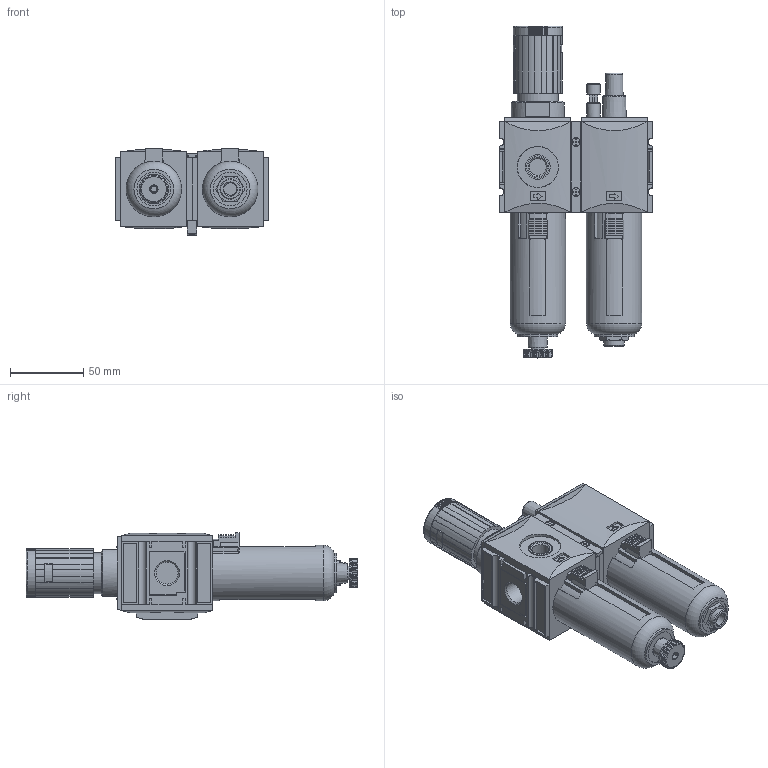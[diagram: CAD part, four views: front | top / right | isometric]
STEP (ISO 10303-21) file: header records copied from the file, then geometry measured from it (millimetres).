
FILE_DESCRIPTION( ( 'STEP AP214' ), ' ' );
FILE_NAME( '92801.DD30.stp', '2016-12-05T10:42:59', ( '' ), ( '' ), ' ', 'PARTsolutions', ' ' );
FILE_SCHEMA( ( 'AUTOMOTIVE_DESIGN { 1 0 10303 214 1 1 1 1 }' ) );
Length unit declared in the file: millimetre
Products named in the file (10): 92801.DD30; _FU 812G 3/8000-1; _FU 812-3; _FU 812_0; _FU 902G 3/8000-1; _FU 902_0; _KP 100-1; _KP 100-3; _KP 100-2; _KP 100-4
Assembly tree (10 placements, depth 2):
  92801.DD30
    _FU 812G 3/8000-1
    _FU 812-3
    _FU 812_0
    _FU 902G 3/8000-1
    _FU 902_0
    _KP 100-1
    _KP 100-3  x2
    _KP 100-2
    _KP 100-4
Bounding box: 104 x 226 x 58.8 mm (x, y, z)
Volume: 569709.5 mm3; surface area: 92260.2 mm2
Topology: 10 solids, 11 shells, 1080 faces, 2820 edges, 1832 vertices
Faces by surface type: plane 689, cylinder 304, cone 44, torus 43
Full cylindrical faces by diameter (mm): 2.693 x2, 2.729 x2, 3 x2, 3.2 x2, 3.3 x4, 4 x1, 5.5 x2, 6.3 x1, 8.566 x1, 9 x2, 9.728 x1, 11.445 x2, 14 x1, 14.95 x4, 15.1 x1, 16.5 x1, 16.8 x2, 20 x1, 23 x2, 27 x2, 28 x3, 36 x1, 37.8 x2
Entity records: 41070 total; most frequent: CARTESIAN_POINT 6658, DIRECTION 5372, ORIENTED_EDGE 5308, EDGE_CURVE 2654, AXIS2_PLACEMENT_3D 1801, VERTEX_POINT 1775, LINE 1770, VECTOR 1770
